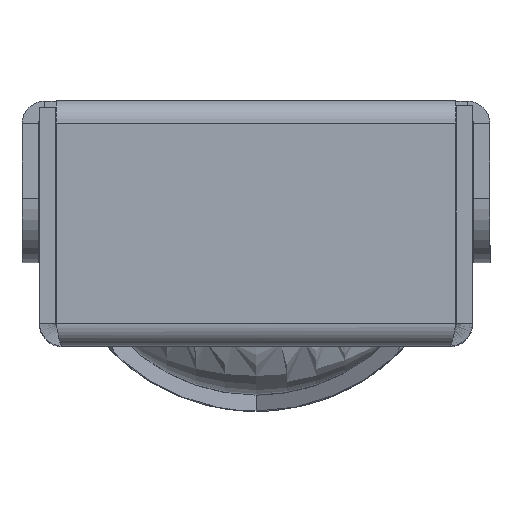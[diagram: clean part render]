
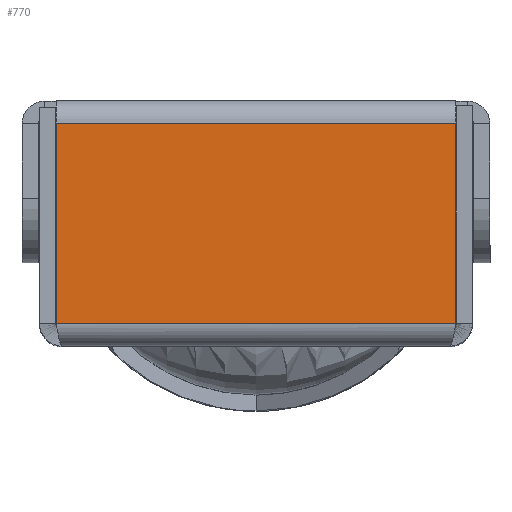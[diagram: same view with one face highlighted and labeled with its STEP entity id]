
A CAD part, top view. The second image highlights one B-rep face of the part: STEP entity #770.
In plain terms, the highlighted planar face has unit normal (0, 0, 1).
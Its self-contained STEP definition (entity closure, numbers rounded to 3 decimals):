
#770 = ADVANCED_FACE ( 'NONE', ( #9245 ), #11561, .F. ) ;
#1010 = CARTESIAN_POINT ( 'NONE',  ( 3.093, 0.9, 3.8 ) ) ;
#1158 = VECTOR ( 'NONE', #11652, 1000. ) ;
#1539 = LINE ( 'NONE', #12545, #4998 ) ;
#1582 = VERTEX_POINT ( 'NONE', #11135 ) ;
#2080 = LINE ( 'NONE', #1010, #10233 ) ;
#2556 = VERTEX_POINT ( 'NONE', #8207 ) ;
#3289 = DIRECTION ( 'NONE',  ( -1., 0., 0. ) ) ;
#3744 = EDGE_CURVE ( 'NONE', #4799, #2556, #9781, .T. ) ;
#4398 = CARTESIAN_POINT ( 'NONE',  ( -3.093, -2.3, 3.8 ) ) ;
#4799 = VERTEX_POINT ( 'NONE', #4962 ) ;
#4875 = EDGE_CURVE ( 'NONE', #1582, #4799, #1539, .T. ) ;
#4962 = CARTESIAN_POINT ( 'NONE',  ( -3.093, -2.2, 3.8 ) ) ;
#4998 = VECTOR ( 'NONE', #11272, 1000. ) ;
#5541 = EDGE_CURVE ( 'NONE', #1582, #6522, #13577, .T. ) ;
#5568 = EDGE_CURVE ( 'NONE', #6522, #2556, #2080, .T. ) ;
#5851 = AXIS2_PLACEMENT_3D ( 'NONE', #10358, #11431, #9316 ) ;
#6522 = VERTEX_POINT ( 'NONE', #8419 ) ;
#7400 = CARTESIAN_POINT ( 'NONE',  ( 3.093, 0., 3.8 ) ) ;
#7786 = ORIENTED_EDGE ( 'NONE', *, *, #4875, .F. ) ;
#7922 = EDGE_LOOP ( 'NONE', ( #13657, #11112, #7786, #9647 ) ) ;
#8207 = CARTESIAN_POINT ( 'NONE',  ( -3.093, 0.9, 3.8 ) ) ;
#8419 = CARTESIAN_POINT ( 'NONE',  ( 3.093, 0.9, 3.8 ) ) ;
#8727 = DIRECTION ( 'NONE',  ( 0., 1., 0. ) ) ;
#9245 = FACE_OUTER_BOUND ( 'NONE', #7922, .T. ) ;
#9316 = DIRECTION ( 'NONE',  ( -1., 0., 0. ) ) ;
#9647 = ORIENTED_EDGE ( 'NONE', *, *, #5541, .T. ) ;
#9781 = LINE ( 'NONE', #4398, #12239 ) ;
#10233 = VECTOR ( 'NONE', #3289, 1000. ) ;
#10358 = CARTESIAN_POINT ( 'NONE',  ( 0., 0., 3.8 ) ) ;
#11112 = ORIENTED_EDGE ( 'NONE', *, *, #3744, .F. ) ;
#11135 = CARTESIAN_POINT ( 'NONE',  ( 3.093, -2.2, 3.8 ) ) ;
#11272 = DIRECTION ( 'NONE',  ( -1., 0., 0. ) ) ;
#11431 = DIRECTION ( 'NONE',  ( 0., 0., -1. ) ) ;
#11561 = PLANE ( 'NONE',  #5851 ) ;
#11652 = DIRECTION ( 'NONE',  ( 0., 1., 0. ) ) ;
#12239 = VECTOR ( 'NONE', #8727, 1000. ) ;
#12545 = CARTESIAN_POINT ( 'NONE',  ( -3.35, -2.2, 3.8 ) ) ;
#13577 = LINE ( 'NONE', #7400, #1158 ) ;
#13657 = ORIENTED_EDGE ( 'NONE', *, *, #5568, .T. ) ;
